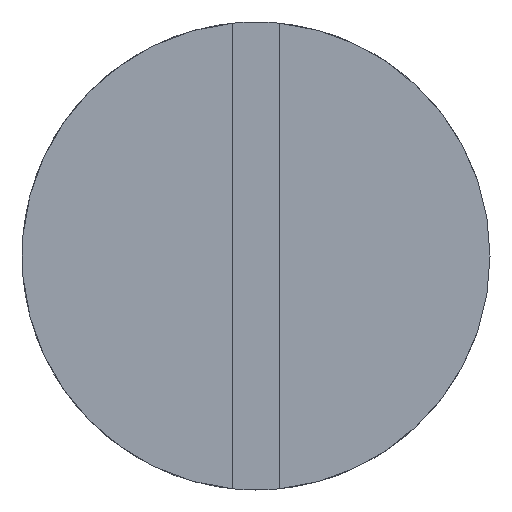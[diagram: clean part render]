
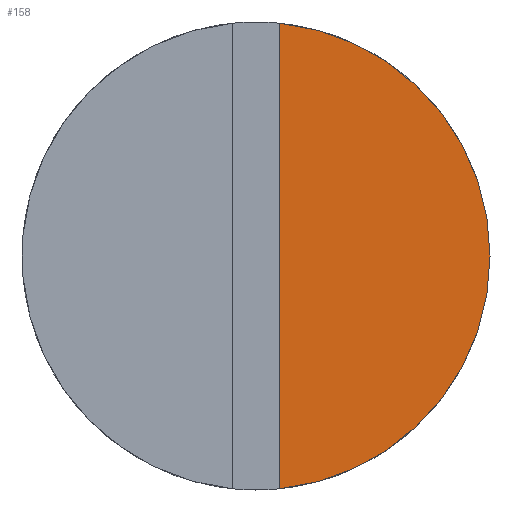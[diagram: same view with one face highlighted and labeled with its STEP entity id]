
A CAD part, front view. The second image highlights one B-rep face of the part: STEP entity #158.
In plain terms, the highlighted planar face has unit normal (0, -1, 0).
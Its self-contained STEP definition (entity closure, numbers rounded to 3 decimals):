
#26=CIRCLE($,#176,5.);
#37=FACE_OUTER_BOUND($,#48,.T.);
#48=EDGE_LOOP($,(#123,#124));
#63=LINE($,#250,#71);
#71=VECTOR($,#196,9.95);
#79=VERTEX_POINT($,#248);
#80=VERTEX_POINT($,#249);
#93=EDGE_CURVE($,#79,#80,#63,.T.);
#103=EDGE_CURVE($,#80,#79,#26,.T.);
#123=ORIENTED_EDGE($,*,*,#93,.T.);
#124=ORIENTED_EDGE($,*,*,#103,.T.);
#150=PLANE($,#175);
#158=ADVANCED_FACE($,(#37),#150,.T.);
#175=AXIS2_PLACEMENT_3D($,#268,#212,#213);
#176=AXIS2_PLACEMENT_3D($,#269,#214,#215);
#196=DIRECTION($,(0.,0.,-1.));
#212=DIRECTION('center_axis',(0.,-1.,0.));
#213=DIRECTION('ref_axis',(0.,0.,-1.));
#214=DIRECTION('center_axis',(0.,-1.,0.));
#215=DIRECTION('ref_axis',(1.,0.,0.));
#248=CARTESIAN_POINT('',(0.5,0.,4.975));
#249=CARTESIAN_POINT('',(0.5,0.,-4.975));
#250=CARTESIAN_POINT($,(0.5,0.,2.487));
#268=CARTESIAN_POINT('Origin',(2.5,0.,0.));
#269=CARTESIAN_POINT('Origin',(0.,0.,0.));
